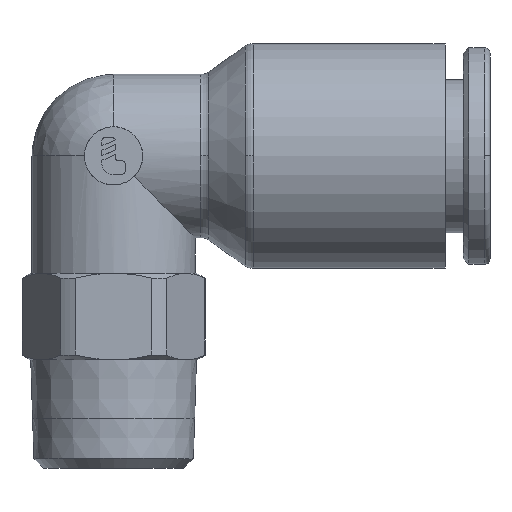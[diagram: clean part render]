
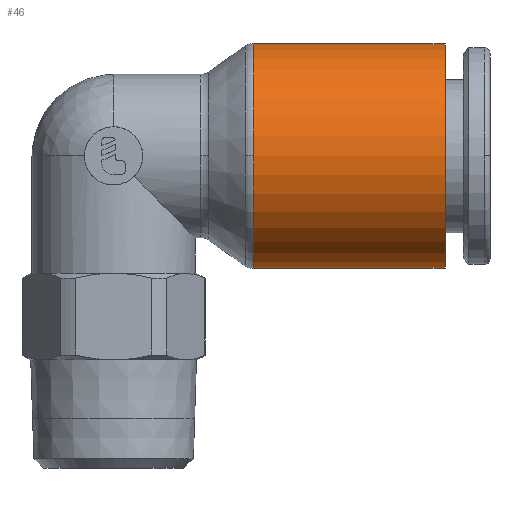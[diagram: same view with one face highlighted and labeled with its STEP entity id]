
A CAD part, top view. The second image highlights one B-rep face of the part: STEP entity #46.
In plain terms, the highlighted cylindrical face has radius 6.75 mm (diameter 13.5 mm), a partial arc.
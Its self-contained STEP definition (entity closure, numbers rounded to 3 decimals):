
#46=ADVANCED_FACE('',(#145),#146,.T.);
#145=FACE_OUTER_BOUND('',#353,.T.);
#146=CYLINDRICAL_SURFACE('',#354,6.75);
#353=EDGE_LOOP('',(#561,#562,#563,#564,#565));
#354=AXIS2_PLACEMENT_3D('',#566,#567,#568);
#561=ORIENTED_EDGE('',*,*,#1331,.F.);
#562=ORIENTED_EDGE('',*,*,#1332,.T.);
#563=ORIENTED_EDGE('',*,*,#1333,.T.);
#564=ORIENTED_EDGE('',*,*,#1334,.F.);
#565=ORIENTED_EDGE('',*,*,#1335,.F.);
#566=CARTESIAN_POINT('',(14.15,12.248,0.0));
#567=DIRECTION('',(1.0,0.0,0.0));
#568=DIRECTION('',(0.0,1.0,0.0));
#1331=EDGE_CURVE('',#1569,#1570,#1571,.T.);
#1332=EDGE_CURVE('',#1569,#1572,#1573,.T.);
#1333=EDGE_CURVE('',#1572,#1574,#1575,.T.);
#1334=EDGE_CURVE('',#1576,#1574,#1577,.T.);
#1335=EDGE_CURVE('',#1570,#1576,#1578,.T.);
#1569=VERTEX_POINT('',#1959);
#1570=VERTEX_POINT('',#1960);
#1571=LINE('',#1961,#1962);
#1572=VERTEX_POINT('',#1963);
#1573=CIRCLE('',#1964,6.75);
#1574=VERTEX_POINT('',#1965);
#1575=CIRCLE('',#1966,6.75);
#1576=VERTEX_POINT('',#1967);
#1577=LINE('',#1968,#1969);
#1578=CIRCLE('',#1970,6.75);
#1959=CARTESIAN_POINT('',(8.4,18.998,0.0));
#1960=CARTESIAN_POINT('',(19.9,18.998,0.0));
#1961=CARTESIAN_POINT('',(14.15,18.998,0.));
#1962=VECTOR('',#2863,1.0);
#1963=CARTESIAN_POINT('',(8.4,12.248,6.75));
#1964=AXIS2_PLACEMENT_3D('',#2864,#2865,#2866);
#1965=CARTESIAN_POINT('',(8.4,5.498,0.));
#1966=AXIS2_PLACEMENT_3D('',#2867,#2868,#2869);
#1967=CARTESIAN_POINT('',(19.9,5.498,0.));
#1968=CARTESIAN_POINT('',(14.15,5.498,0.));
#1969=VECTOR('',#2870,1.0);
#1970=AXIS2_PLACEMENT_3D('',#2871,#2872,#2873);
#2863=DIRECTION('',(1.0,0.0,0.0));
#2864=CARTESIAN_POINT('',(8.4,12.248,0.0));
#2865=DIRECTION('',(1.0,0.0,0.0));
#2866=DIRECTION('',(0.0,1.0,0.0));
#2867=CARTESIAN_POINT('',(8.4,12.248,0.0));
#2868=DIRECTION('',(1.0,0.0,0.0));
#2869=DIRECTION('',(0.0,1.0,0.0));
#2870=DIRECTION('',(-1.0,-0.0,-0.0));
#2871=CARTESIAN_POINT('',(19.9,12.248,0.0));
#2872=DIRECTION('',(1.0,0.0,0.0));
#2873=DIRECTION('',(0.0,1.0,0.0));
